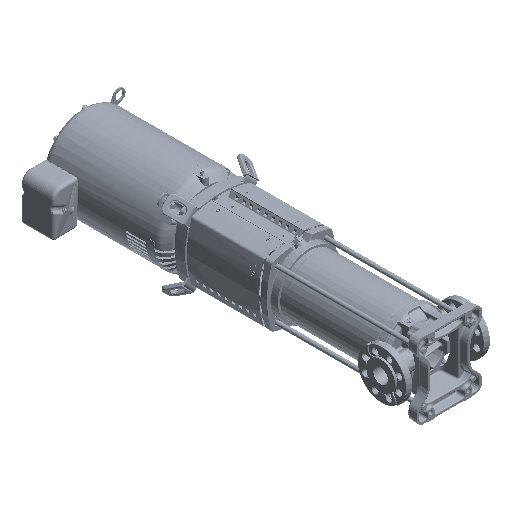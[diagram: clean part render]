
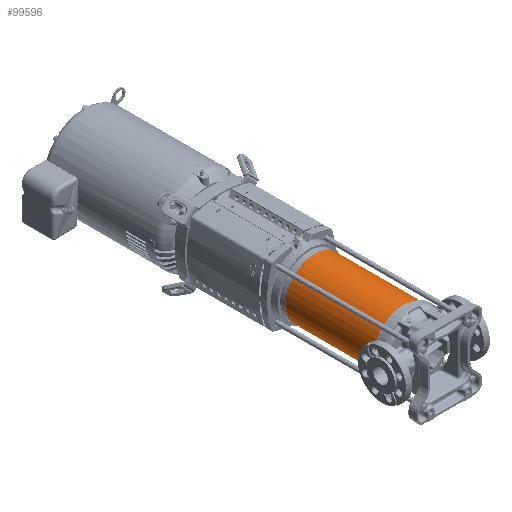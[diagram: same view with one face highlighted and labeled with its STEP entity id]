
A CAD part, isometric view. The second image highlights one B-rep face of the part: STEP entity #99596.
In plain terms, the highlighted cylindrical face has radius 102 mm (diameter 204 mm), a full revolution.
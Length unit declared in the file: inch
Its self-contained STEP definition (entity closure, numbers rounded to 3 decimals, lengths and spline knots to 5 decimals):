
#13449=CIRCLE('',#106819,4.01575);
#13450=CIRCLE('',#106820,4.01575);
#13451=CIRCLE('',#106822,4.01575);
#13452=CIRCLE('',#106823,4.01575);
#18151=FACE_OUTER_BOUND('',#23595,.T.);
#23595=EDGE_LOOP('',(#77207,#77208,#77209,#77210,#77211,#77212));
#32082=LINE('',#240921,#37451);
#37451=VECTOR('',#121482,4.01575);
#44741=VERTEX_POINT('',#240914);
#44742=VERTEX_POINT('',#240916);
#44743=VERTEX_POINT('',#240920);
#44744=VERTEX_POINT('',#240922);
#57016=EDGE_CURVE('',#44741,#44742,#13449,.T.);
#57017=EDGE_CURVE('',#44742,#44741,#13450,.T.);
#57018=EDGE_CURVE('',#44741,#44743,#32082,.T.);
#57019=EDGE_CURVE('',#44743,#44744,#13451,.T.);
#57020=EDGE_CURVE('',#44744,#44743,#13452,.T.);
#77207=ORIENTED_EDGE('',*,*,#57017,.F.);
#77208=ORIENTED_EDGE('',*,*,#57016,.F.);
#77209=ORIENTED_EDGE('',*,*,#57018,.T.);
#77210=ORIENTED_EDGE('',*,*,#57019,.T.);
#77211=ORIENTED_EDGE('',*,*,#57020,.T.);
#77212=ORIENTED_EDGE('',*,*,#57018,.F.);
#96349=CYLINDRICAL_SURFACE('',#106821,4.01575);
#99596=ADVANCED_FACE('',(#18151),#96349,.T.);
#106819=AXIS2_PLACEMENT_3D('',#240917,#121476,#121477);
#106820=AXIS2_PLACEMENT_3D('',#240918,#121478,#121479);
#106821=AXIS2_PLACEMENT_3D('',#240919,#121480,#121481);
#106822=AXIS2_PLACEMENT_3D('',#240923,#121483,#121484);
#106823=AXIS2_PLACEMENT_3D('',#240924,#121485,#121486);
#121476=DIRECTION('center_axis',(0.,1.,0.));
#121477=DIRECTION('ref_axis',(0.969,0.,0.248));
#121478=DIRECTION('center_axis',(0.,1.,0.));
#121479=DIRECTION('ref_axis',(0.969,0.,0.248));
#121480=DIRECTION('center_axis',(0.,1.,0.));
#121481=DIRECTION('ref_axis',(0.969,0.,0.248));
#121482=DIRECTION('',(0.,-1.,0.));
#121483=DIRECTION('center_axis',(0.,1.,0.));
#121484=DIRECTION('ref_axis',(0.969,0.,0.248));
#121485=DIRECTION('center_axis',(0.,1.,0.));
#121486=DIRECTION('ref_axis',(0.969,0.,0.248));
#240914=CARTESIAN_POINT('',(-3.89016,18.41318,-0.99644));
#240916=CARTESIAN_POINT('',(3.89016,18.41318,0.99644));
#240917=CARTESIAN_POINT('Origin',(0.,18.41318,
0.));
#240918=CARTESIAN_POINT('Origin',(0.,18.41318,
0.));
#240919=CARTESIAN_POINT('Origin',(0.,14.94902,
0.));
#240920=CARTESIAN_POINT('',(-3.89016,6.33879,-0.99644));
#240921=CARTESIAN_POINT('',(-3.89016,14.94902,-0.99644));
#240922=CARTESIAN_POINT('',(3.89016,6.33879,0.99644));
#240923=CARTESIAN_POINT('Origin',(0.,6.33879,
0.));
#240924=CARTESIAN_POINT('Origin',(0.,6.33879,
0.));
